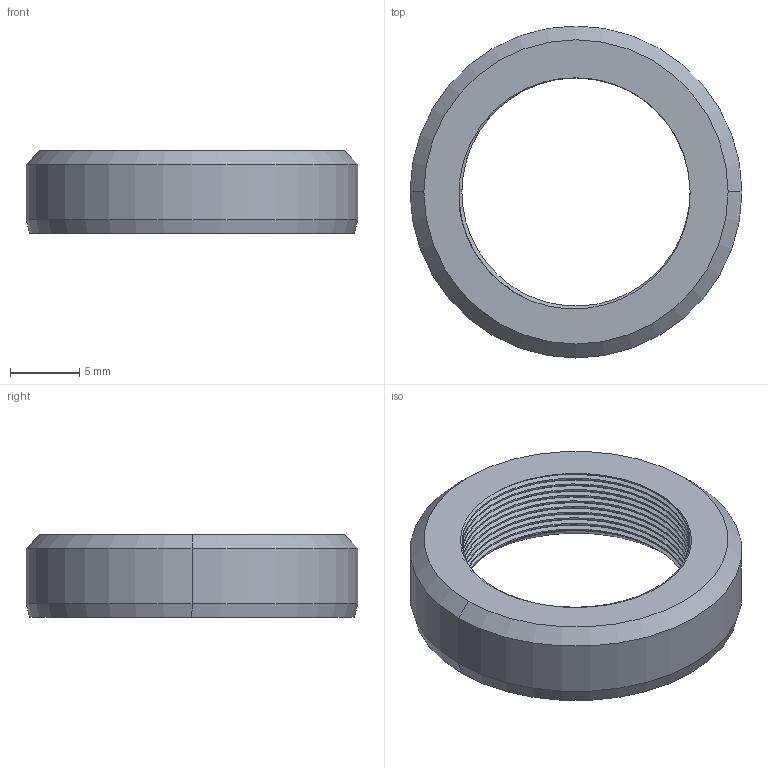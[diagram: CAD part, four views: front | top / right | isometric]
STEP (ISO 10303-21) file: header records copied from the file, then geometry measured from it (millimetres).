
FILE_DESCRIPTION (( 'STEP AP214' ), '1' );
FILE_NAME ('SH-999-101-100_00.STEP', '2024-11-27T21:51:53', ( '' ), ( '' ), 'SwSTEP 2.0', 'SolidWorks 2022', '' );
FILE_SCHEMA (( 'AUTOMOTIVE_DESIGN' ));
Length unit declared in the file: millimetre
Products named in the file (1): SH-999-101-100_00
Bounding box: 24 x 24 x 6 mm (x, y, z)
Volume: 1276.8 mm3; surface area: 1380.8 mm2
Topology: 1 solids, 1 shells, 42 faces, 114 edges, 70 vertices
Faces by surface type: cylinder 27, cone 10, bspline 3, plane 2
Entity records: 2680 total; most frequent: CARTESIAN_POINT 1754, ORIENTED_EDGE 220, DIRECTION 156, EDGE_CURVE 110, VERTEX_POINT 70, AXIS2_PLACEMENT_3D 60, EDGE_LOOP 44, ADVANCED_FACE 42
